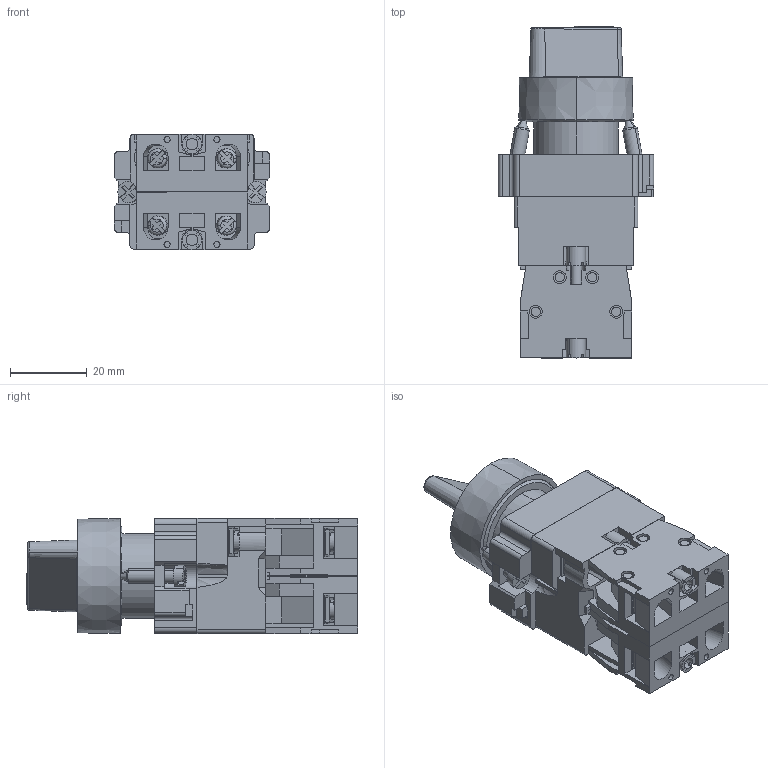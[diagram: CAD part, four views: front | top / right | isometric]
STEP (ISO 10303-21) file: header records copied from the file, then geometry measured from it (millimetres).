
FILE_DESCRIPTION (( 'STEP AP214' ), '1' );
FILE_NAME ('BSW90-BK-2-K04 Ïåðåêëþ÷àòåëü LAY5-BK2465 2 ïîëîæåíèÿ êðàñíûé ÈÝÊ.STEP', '2017-10-26T08:28:15', ( '' ), ( '' ), 'SwSTEP 2.0', 'SolidWorks 2014', '' );
FILE_SCHEMA (( 'AUTOMOTIVE_DESIGN' ));
Length unit declared in the file: millimetre
Products named in the file (1): BSW90-BK-2-K04 Ïåðåêëþ÷àòåëü LAY5-BK2465 2 ïîëîæåíèÿ êðàñíûé ÈÝÊ
Bounding box: 40.5 x 86.5 x 30 mm (x, y, z)
Volume: 51884.2 mm3; surface area: 24590.8 mm2
Topology: 5 solids, 5 shells, 813 faces, 2224 edges, 1468 vertices
Faces by surface type: plane 613, cylinder 145, torus 25, cone 18, bspline 12
Entity records: 26135 total; most frequent: CARTESIAN_POINT 5104, ORIENTED_EDGE 4448, DIRECTION 4253, EDGE_CURVE 2224, VECTOR 1659, LINE 1659, VERTEX_POINT 1468, AXIS2_PLACEMENT_3D 1297
